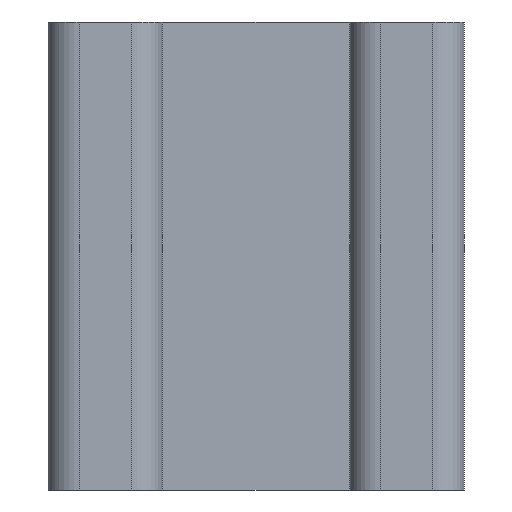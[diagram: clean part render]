
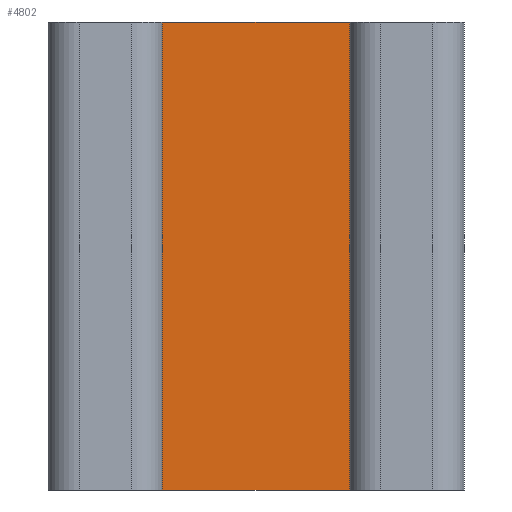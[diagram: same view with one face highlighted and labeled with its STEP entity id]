
A CAD part, front view. The second image highlights one B-rep face of the part: STEP entity #4802.
In plain terms, the highlighted planar face has unit normal (0, -1, 0).
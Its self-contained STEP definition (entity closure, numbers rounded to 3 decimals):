
#391 = VERTEX_POINT ( 'NONE', #6381 ) ;
#1274 = VERTEX_POINT ( 'NONE', #4534 ) ;
#2096 = AXIS2_PLACEMENT_3D ( 'NONE', #4261, #4265, #4266 ) ;
#2335 = CARTESIAN_POINT ( 'NONE',  ( -16., -2., 0. ) ) ;
#2343 = DIRECTION ( 'NONE',  ( 1., 0., 0. ) ) ;
#2495 = CARTESIAN_POINT ( 'NONE',  ( -16., -2., 45. ) ) ;
#2502 = CARTESIAN_POINT ( 'NONE',  ( 16., -2., 45. ) ) ;
#2503 = DIRECTION ( 'NONE',  ( 0., 0., -1. ) ) ;
#2507 = DIRECTION ( 'NONE',  ( 0., 0., -1. ) ) ;
#2548 = LINE ( 'NONE', #4081, #2549 ) ;
#2549 = VECTOR ( 'NONE', #4086, 1000. ) ;
#2605 = FACE_OUTER_BOUND ( 'NONE', #8752, .T. ) ;
#2634 = LINE ( 'NONE', #2335, #2640 ) ;
#2640 = VECTOR ( 'NONE', #2343, 1000. ) ;
#2701 = LINE ( 'NONE', #2495, #2726 ) ;
#2721 = LINE ( 'NONE', #2502, #2722 ) ;
#2722 = VECTOR ( 'NONE', #2503, 1000. ) ;
#2726 = VECTOR ( 'NONE', #2507, 1000. ) ;
#3469 = CARTESIAN_POINT ( 'NONE',  ( 16., -2., 45. ) ) ;
#3489 = CARTESIAN_POINT ( 'NONE',  ( -16., -2., 45. ) ) ;
#4081 = CARTESIAN_POINT ( 'NONE',  ( -16., -2., 45. ) ) ;
#4086 = DIRECTION ( 'NONE',  ( 1., 0., 0. ) ) ;
#4261 = CARTESIAN_POINT ( 'NONE',  ( -16., -2., 45. ) ) ;
#4263 = PLANE ( 'NONE',  #2096 ) ;
#4265 = DIRECTION ( 'NONE',  ( 0., 1., 0. ) ) ;
#4266 = DIRECTION ( 'NONE',  ( 0., 0., 1. ) ) ;
#4534 = CARTESIAN_POINT ( 'NONE',  ( -16., -2., 0. ) ) ;
#4762 = EDGE_CURVE ( 'NONE', #8206, #8189, #2548, .T. ) ;
#4802 = ADVANCED_FACE ( 'NONE', ( #2605 ), #4263, .F. ) ;
#5580 = EDGE_CURVE ( 'NONE', #1274, #391, #2634, .T. ) ;
#5764 = EDGE_CURVE ( 'NONE', #8189, #391, #2721, .T. ) ;
#5766 = EDGE_CURVE ( 'NONE', #8206, #1274, #2701, .T. ) ;
#6381 = CARTESIAN_POINT ( 'NONE',  ( 16., -2., 0. ) ) ;
#7211 = ORIENTED_EDGE ( 'NONE', *, *, #5766, .T. ) ;
#7212 = ORIENTED_EDGE ( 'NONE', *, *, #4762, .F. ) ;
#7215 = ORIENTED_EDGE ( 'NONE', *, *, #5580, .T. ) ;
#7216 = ORIENTED_EDGE ( 'NONE', *, *, #5764, .F. ) ;
#8189 = VERTEX_POINT ( 'NONE', #3469 ) ;
#8206 = VERTEX_POINT ( 'NONE', #3489 ) ;
#8752 = EDGE_LOOP ( 'NONE', ( #7215, #7216, #7212, #7211 ) ) ;
